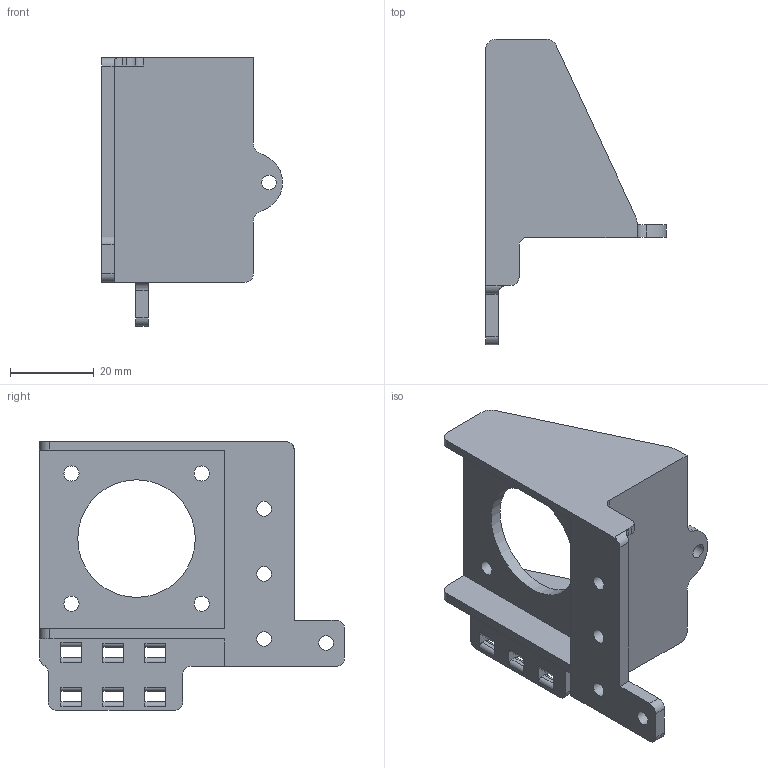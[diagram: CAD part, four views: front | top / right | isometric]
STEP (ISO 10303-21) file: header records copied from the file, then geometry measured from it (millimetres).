
FILE_DESCRIPTION(/* description */ (''),/* implementation_level */ '2;1');
FILE_NAME(/* name */ 'BMGMountV2 v1.stp',/* time_stamp */ '2020-09-29T18:21:22-04:00',/* author */ (''),/* organization */ (''),/* preprocessor_version */ 'ST-DEVELOPER v18.1',/* originating_system */ 'Autodesk Translation Framework v9.3.0.1241',/* authorisation */ '');
FILE_SCHEMA (('AUTOMOTIVE_DESIGN { 1 0 10303 214 3 1 1 }'));
Length unit declared in the file: millimetre
Products named in the file (1): BMG_Mount_V2
Bounding box: 43.1 x 72.64 x 64 mm (x, y, z)
Volume: 18962 mm3; surface area: 15525.2 mm2
Topology: 1 solids, 1 shells, 112 faces, 330 edges, 220 vertices
Faces by surface type: plane 57, cylinder 55
Full cylindrical faces by diameter (mm): 3.5 x5, 3.6 x4, 28 x1
Entity records: 3874 total; most frequent: CARTESIAN_POINT 678, DIRECTION 665, ORIENTED_EDGE 660, EDGE_CURVE 330, AXIS2_PLACEMENT_3D 223, VERTEX_POINT 220, LINE 219, VECTOR 219
